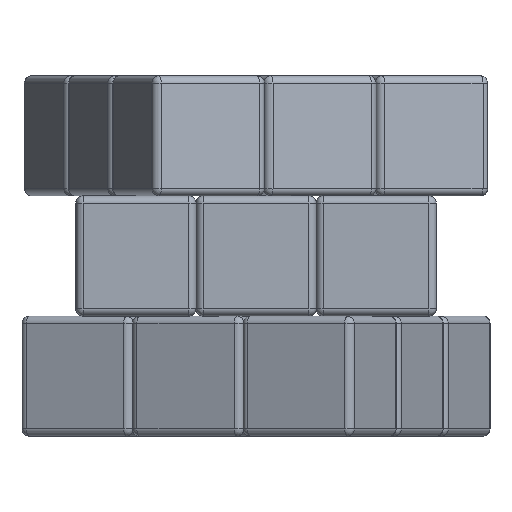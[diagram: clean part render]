
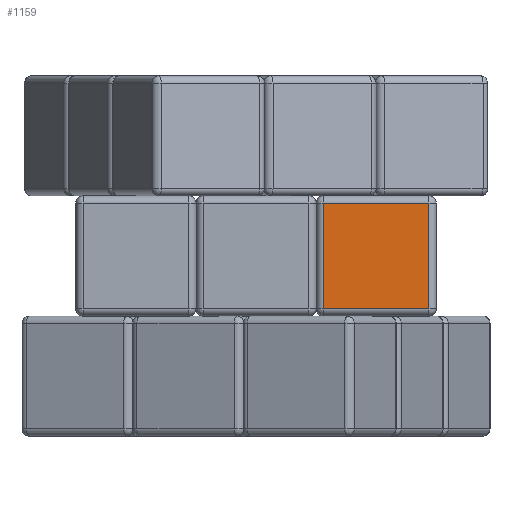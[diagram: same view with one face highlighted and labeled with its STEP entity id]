
A CAD part, front view. The second image highlights one B-rep face of the part: STEP entity #1159.
In plain terms, the highlighted planar face has unit normal (0, -1, 0).
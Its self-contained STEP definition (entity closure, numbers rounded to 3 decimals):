
#148=PLANE('',#1336);
#201=LINE('',#2031,#273);
#205=LINE('',#2037,#277);
#212=LINE('',#2047,#284);
#216=LINE('',#2053,#288);
#273=VECTOR('',#1635,10.);
#277=VECTOR('',#1643,10.);
#284=VECTOR('',#1656,10.);
#288=VECTOR('',#1664,10.);
#403=FACE_OUTER_BOUND('',#481,.T.);
#481=EDGE_LOOP('',(#975,#976,#977,#978));
#612=VERTEX_POINT('',#1982);
#619=VERTEX_POINT('',#2000);
#623=VERTEX_POINT('',#2008);
#628=VERTEX_POINT('',#2024);
#729=EDGE_CURVE('',#628,#623,#201,.T.);
#733=EDGE_CURVE('',#619,#628,#205,.T.);
#740=EDGE_CURVE('',#623,#612,#212,.T.);
#744=EDGE_CURVE('',#612,#619,#216,.T.);
#975=ORIENTED_EDGE('',*,*,#729,.F.);
#976=ORIENTED_EDGE('',*,*,#733,.F.);
#977=ORIENTED_EDGE('',*,*,#744,.F.);
#978=ORIENTED_EDGE('',*,*,#740,.F.);
#1159=ADVANCED_FACE('',(#403),#148,.T.);
#1336=AXIS2_PLACEMENT_3D('',#2065,#1681,#1682);
#1635=DIRECTION('',(-1.,0.,0.));
#1643=DIRECTION('',(0.,0.,-1.));
#1656=DIRECTION('',(0.,0.,1.));
#1664=DIRECTION('',(1.,0.,0.));
#1681=DIRECTION('center_axis',(0.,-1.,0.));
#1682=DIRECTION('ref_axis',(1.,0.,0.));
#1982=CARTESIAN_POINT('',(3.,0.,47.));
#2000=CARTESIAN_POINT('',(47.,0.,47.));
#2008=CARTESIAN_POINT('',(3.,0.,3.));
#2024=CARTESIAN_POINT('',(47.,0.,3.));
#2031=CARTESIAN_POINT('',(12.5,0.,3.));
#2037=CARTESIAN_POINT('',(47.,0.,0.));
#2047=CARTESIAN_POINT('',(3.,0.,0.));
#2053=CARTESIAN_POINT('',(12.5,0.,47.));
#2065=CARTESIAN_POINT('Origin',(0.,0.,0.));
